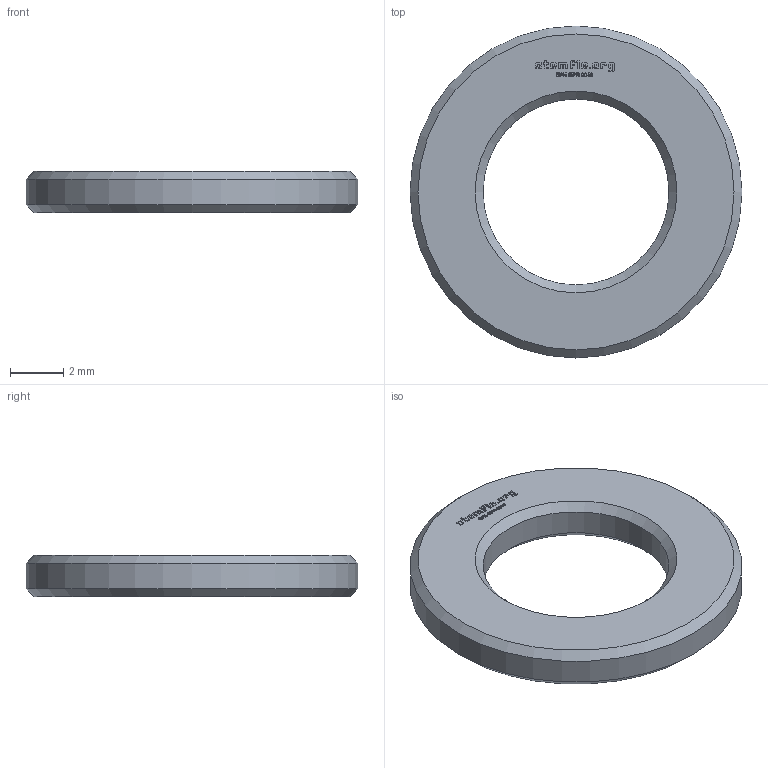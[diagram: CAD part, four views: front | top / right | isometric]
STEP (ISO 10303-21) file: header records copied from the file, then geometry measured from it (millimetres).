
FILE_DESCRIPTION(('FreeCAD Model'),'2;1');
FILE_NAME('Open CASCADE Shape Model','2024-12-26T14:13:06',(''),(''), 'Open CASCADE STEP processor 7.8','FreeCAD','Unknown');
FILE_SCHEMA(('AUTOMOTIVE_DESIGN { 1 0 10303 214 1 1 1 1 }'));
Length unit declared in the file: millimetre
Products named in the file (1): Spacer FRE SHM BU01.00x0.125 (1.6mm) - SPN-SPR-0049 (stemfie.org)
Bounding box: 12.5 x 12.5 x 1.56 mm (x, y, z)
Volume: 126.1 mm3; surface area: 243.7 mm2
Topology: 1 solids, 1 shells, 508 faces, 1421 edges, 946 vertices
Faces by surface type: plane 329, bspline 173, cone 4, cylinder 2
Full cylindrical faces by diameter (mm): 7 x1, 12.5 x1
Entity records: 17725 total; most frequent: CARTESIAN_POINT 5817, ORIENTED_EDGE 2842, DIRECTION 1755, EDGE_CURVE 1421, LINE 1067, VECTOR 1067, VERTEX_POINT 946, FACE_BOUND 541
